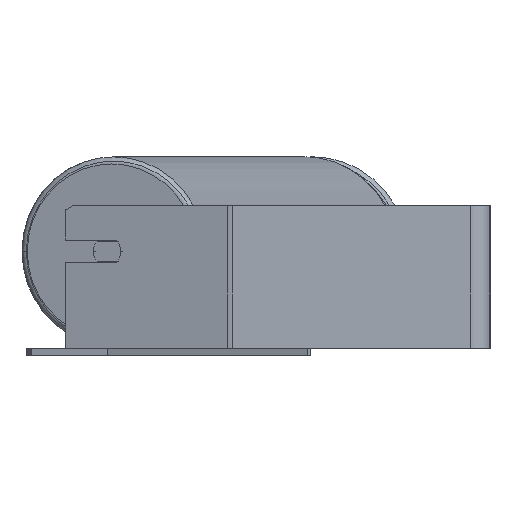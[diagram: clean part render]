
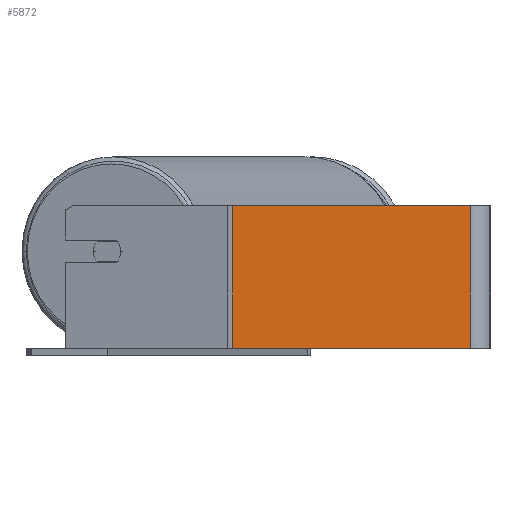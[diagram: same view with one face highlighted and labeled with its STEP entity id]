
A CAD part, left-side view. The second image highlights one B-rep face of the part: STEP entity #5872.
In plain terms, the highlighted planar face has unit normal (-1, 0, 0).
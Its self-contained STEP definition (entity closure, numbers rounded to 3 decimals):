
#124 = DIRECTION ( 'NONE',  ( 0., 0., -1. ) ) ;
#350 = DIRECTION ( 'NONE',  ( 0., 0., -1. ) ) ;
#351 = VECTOR ( 'NONE', #8135, 1000. ) ;
#890 = DIRECTION ( 'NONE',  ( 0., 0., -1. ) ) ;
#1454 = VECTOR ( 'NONE', #890, 1000. ) ;
#1497 = CARTESIAN_POINT ( 'NONE',  ( -850., 182.869, 50. ) ) ;
#1511 = VERTEX_POINT ( 'NONE', #3677 ) ;
#1637 = CARTESIAN_POINT ( 'NONE',  ( -850., 14., 50. ) ) ;
#1811 = LINE ( 'NONE', #2984, #3135 ) ;
#2278 = LINE ( 'NONE', #6580, #1454 ) ;
#2355 = CARTESIAN_POINT ( 'NONE',  ( -850., 182.869, -50. ) ) ;
#2449 = ORIENTED_EDGE ( 'NONE', *, *, #6938, .F. ) ;
#2494 = LINE ( 'NONE', #1637, #5544 ) ;
#2984 = CARTESIAN_POINT ( 'NONE',  ( -850., 182.869, 50. ) ) ;
#3063 = LINE ( 'NONE', #2355, #351 ) ;
#3132 = EDGE_LOOP ( 'NONE', ( #8779, #2449, #4706, #5252 ) ) ;
#3135 = VECTOR ( 'NONE', #8857, 1000. ) ;
#3677 = CARTESIAN_POINT ( 'NONE',  ( -850., 14., 50. ) ) ;
#3690 = DIRECTION ( 'NONE',  ( 1., 0., 0. ) ) ;
#4706 = ORIENTED_EDGE ( 'NONE', *, *, #8426, .F. ) ;
#4819 = EDGE_CURVE ( 'NONE', #5742, #6356, #3063, .T. ) ;
#5252 = ORIENTED_EDGE ( 'NONE', *, *, #8078, .T. ) ;
#5375 = CARTESIAN_POINT ( 'NONE',  ( -850., 14., -50. ) ) ;
#5544 = VECTOR ( 'NONE', #350, 1000. ) ;
#5668 = CARTESIAN_POINT ( 'NONE',  ( -850., 181.026, -50. ) ) ;
#5742 = VERTEX_POINT ( 'NONE', #5668 ) ;
#5872 = ADVANCED_FACE ( 'NONE', ( #6001 ), #6511, .F. ) ;
#6001 = FACE_OUTER_BOUND ( 'NONE', #3132, .T. ) ;
#6052 = CARTESIAN_POINT ( 'NONE',  ( -850., 181.026, 50. ) ) ;
#6356 = VERTEX_POINT ( 'NONE', #5375 ) ;
#6511 = PLANE ( 'NONE',  #8712 ) ;
#6580 = CARTESIAN_POINT ( 'NONE',  ( -850., 181.026, 50. ) ) ;
#6938 = EDGE_CURVE ( 'NONE', #1511, #6356, #2494, .T. ) ;
#8078 = EDGE_CURVE ( 'NONE', #8088, #5742, #2278, .T. ) ;
#8088 = VERTEX_POINT ( 'NONE', #6052 ) ;
#8135 = DIRECTION ( 'NONE',  ( 0., -1., 0. ) ) ;
#8426 = EDGE_CURVE ( 'NONE', #8088, #1511, #1811, .T. ) ;
#8712 = AXIS2_PLACEMENT_3D ( 'NONE', #1497, #3690, #124 ) ;
#8779 = ORIENTED_EDGE ( 'NONE', *, *, #4819, .T. ) ;
#8857 = DIRECTION ( 'NONE',  ( 0., -1., 0. ) ) ;
